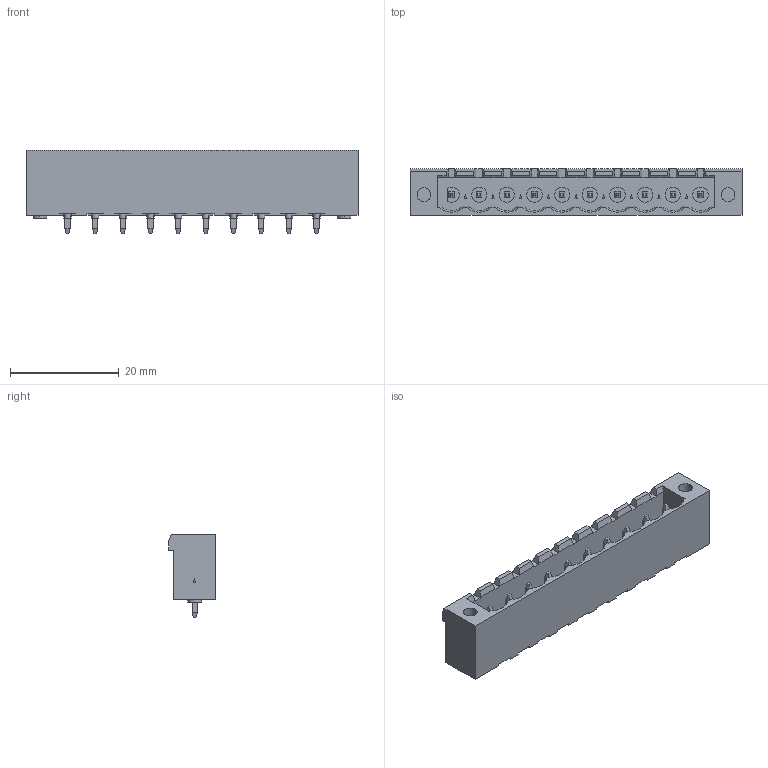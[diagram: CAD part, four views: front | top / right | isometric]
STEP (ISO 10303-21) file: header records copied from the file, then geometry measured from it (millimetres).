
FILE_DESCRIPTION((''),'2;1');
FILE_NAME('PHOENIX_1777154.stp','2014-04-10T10:10:49',(''),(''),'Mechanical Desktop 2011','Mechanical Desktop 2011',', , ');
FILE_SCHEMA(('AUTOMOTIVE_DESIGN { 1 2 10303 214 1 1 1 1 }'));
Length unit declared in the file: millimetre
Products named in the file (1): Product
Bounding box: 60.96 x 8.6 x 15.4 mm (x, y, z)
Volume: 3343.5 mm3; surface area: 4460.8 mm2
Topology: 41 solids, 41 shells, 565 faces, 1242 edges, 798 vertices
Faces by surface type: plane 405, cylinder 80, bspline 60, sphere 10, cone 10
Entity records: 15448 total; most frequent: CARTESIAN_POINT 3026, ORIENTED_EDGE 2484, DIRECTION 2414, EDGE_CURVE 1242, VECTOR 1042, LINE 1042, VERTEX_POINT 798, AXIS2_PLACEMENT_3D 686
